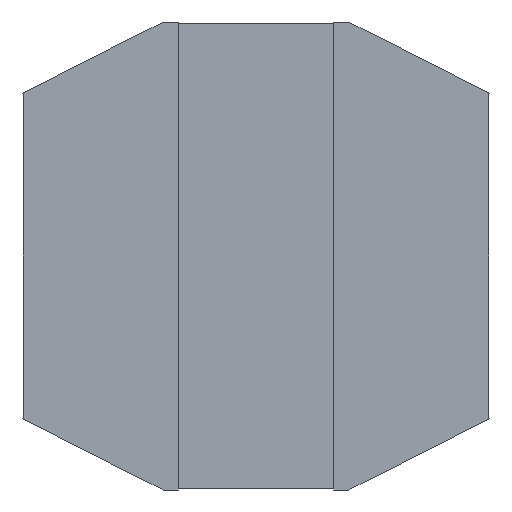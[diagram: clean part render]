
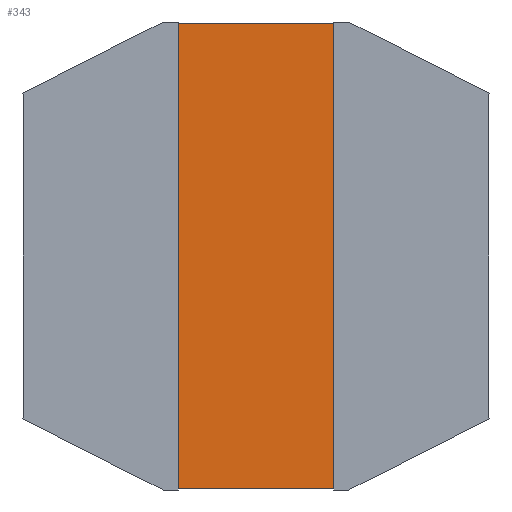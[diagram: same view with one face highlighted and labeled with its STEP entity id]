
A CAD part, front view. The second image highlights one B-rep face of the part: STEP entity #343.
In plain terms, the highlighted planar face has unit normal (0, -1, 0).
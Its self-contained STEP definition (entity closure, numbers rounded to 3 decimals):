
#18 = LINE ( 'NONE', #1778, #1631 ) ;
#78 = ORIENTED_EDGE ( 'NONE', *, *, #422, .F. ) ;
#119 = CARTESIAN_POINT ( 'NONE',  ( 0., 0., 0. ) ) ;
#122 = CARTESIAN_POINT ( 'NONE',  ( 0.5, 0., -1.5 ) ) ;
#128 = DIRECTION ( 'NONE',  ( 0., 1., 0. ) ) ;
#201 = VERTEX_POINT ( 'NONE', #1056 ) ;
#337 = VERTEX_POINT ( 'NONE', #1227 ) ;
#343 = ADVANCED_FACE ( 'NONE', ( #1549 ), #1813, .F. ) ;
#383 = DIRECTION ( 'NONE',  ( -1., 0., 0. ) ) ;
#422 = EDGE_CURVE ( 'NONE', #201, #337, #773, .T. ) ;
#519 = ORIENTED_EDGE ( 'NONE', *, *, #1011, .F. ) ;
#521 = CARTESIAN_POINT ( 'NONE',  ( 0.595, 0., -1.5 ) ) ;
#559 = LINE ( 'NONE', #521, #1277 ) ;
#609 = CARTESIAN_POINT ( 'NONE',  ( -0.595, 0., 1.5 ) ) ;
#672 = EDGE_CURVE ( 'NONE', #337, #1522, #1310, .T. ) ;
#691 = CARTESIAN_POINT ( 'NONE',  ( 0.5, 0., -1.5 ) ) ;
#773 = LINE ( 'NONE', #609, #1053 ) ;
#816 = AXIS2_PLACEMENT_3D ( 'NONE', #119, #128, #1193 ) ;
#903 = VECTOR ( 'NONE', #1441, 1000. ) ;
#904 = DIRECTION ( 'NONE',  ( 1., 0., 0. ) ) ;
#940 = EDGE_LOOP ( 'NONE', ( #78, #1347, #519, #1058 ) ) ;
#1011 = EDGE_CURVE ( 'NONE', #1522, #1467, #559, .T. ) ;
#1053 = VECTOR ( 'NONE', #904, 1000. ) ;
#1056 = CARTESIAN_POINT ( 'NONE',  ( -0.5, 0., 1.5 ) ) ;
#1058 = ORIENTED_EDGE ( 'NONE', *, *, #672, .F. ) ;
#1193 = DIRECTION ( 'NONE',  ( 0., 0., 1. ) ) ;
#1227 = CARTESIAN_POINT ( 'NONE',  ( 0.5, 0., 1.5 ) ) ;
#1234 = EDGE_CURVE ( 'NONE', #201, #1467, #18, .T. ) ;
#1277 = VECTOR ( 'NONE', #383, 1000. ) ;
#1310 = LINE ( 'NONE', #122, #903 ) ;
#1336 = DIRECTION ( 'NONE',  ( 0., 0., -1. ) ) ;
#1347 = ORIENTED_EDGE ( 'NONE', *, *, #1234, .T. ) ;
#1441 = DIRECTION ( 'NONE',  ( 0., 0., -1. ) ) ;
#1467 = VERTEX_POINT ( 'NONE', #1707 ) ;
#1522 = VERTEX_POINT ( 'NONE', #691 ) ;
#1549 = FACE_OUTER_BOUND ( 'NONE', #940, .T. ) ;
#1631 = VECTOR ( 'NONE', #1336, 1000. ) ;
#1707 = CARTESIAN_POINT ( 'NONE',  ( -0.5, 0., -1.5 ) ) ;
#1778 = CARTESIAN_POINT ( 'NONE',  ( -0.5, 0., -1.5 ) ) ;
#1813 = PLANE ( 'NONE',  #816 ) ;
